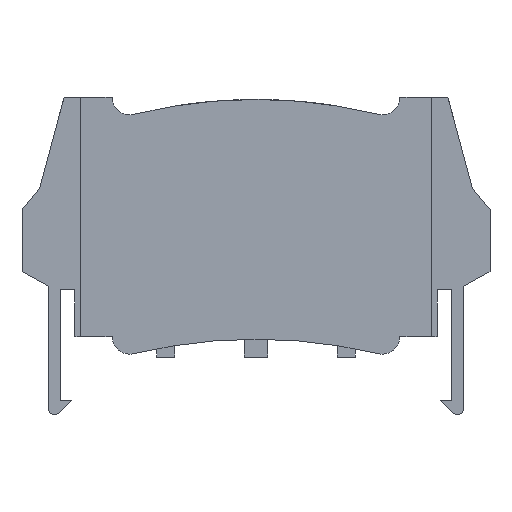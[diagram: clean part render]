
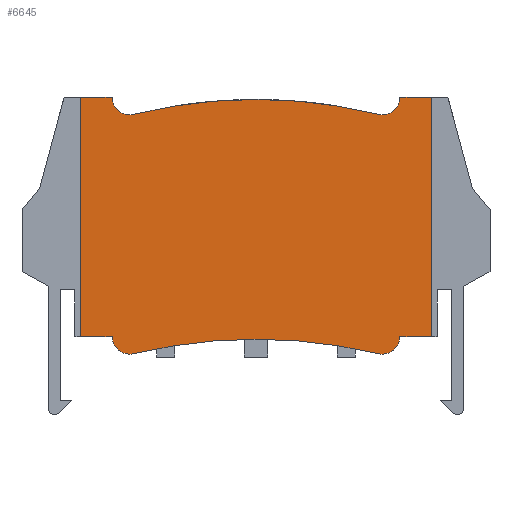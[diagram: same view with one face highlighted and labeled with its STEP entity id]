
A CAD part, left-side view. The second image highlights one B-rep face of the part: STEP entity #6645.
In plain terms, the highlighted planar face has unit normal (-1, 0, 0).
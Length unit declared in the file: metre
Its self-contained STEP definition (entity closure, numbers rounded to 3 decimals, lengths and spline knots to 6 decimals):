
#4883=DIRECTION('',(0.,1.,0.));
#4884=VECTOR('',#4883,0.002701);
#4885=CARTESIAN_POINT('',(-0.027685,0.010127,
-0.00935));
#4886=LINE('',#4885,#4884);
#4897=DIRECTION('',(0.,1.,0.));
#4898=VECTOR('',#4897,0.002701);
#4899=CARTESIAN_POINT('',(-0.027685,-0.017161,
-0.00935));
#4900=LINE('',#4899,#4898);
#5137=DIRECTION('',(0.,-1.,0.));
#5138=VECTOR('',#5137,0.002701);
#5139=CARTESIAN_POINT('',(-0.027685,-0.01446,
0.0111));
#5140=LINE('',#5139,#5138);
#5158=DIRECTION('',(0.,0.,1.));
#5159=VECTOR('',#5158,0.02045);
#5160=CARTESIAN_POINT('',(-0.027685,-0.017161,
-0.00935));
#5161=LINE('',#5160,#5159);
#5165=CARTESIAN_POINT('',(-0.027685,-0.01296,
-0.00935));
#5166=DIRECTION('',(-1.,0.,0.));
#5167=DIRECTION('',(0.,0.,-1.));
#5168=AXIS2_PLACEMENT_3D('',#5165,#5166,#5167);
#5173=CARTESIAN_POINT('',(-0.027685,-0.01296,
-0.00935));
#5174=DIRECTION('',(-1.,0.,0.));
#5175=DIRECTION('',(0.,0.232,-0.973));
#5176=AXIS2_PLACEMENT_3D('',#5173,#5174,#5175);
#5181=CARTESIAN_POINT('',(-0.027685,-0.002166,
-0.05458));
#5182=DIRECTION('',(1.,0.,0.));
#5183=DIRECTION('',(0.,0.,1.));
#5184=AXIS2_PLACEMENT_3D('',#5181,#5182,#5183);
#5189=CARTESIAN_POINT('',(-0.027685,-0.002166,
-0.05458));
#5190=DIRECTION('',(1.,0.,0.));
#5191=DIRECTION('',(0.,0.232,0.973));
#5192=AXIS2_PLACEMENT_3D('',#5189,#5190,#5191);
#5197=CARTESIAN_POINT('',(-0.027685,0.008627,
-0.00935));
#5198=DIRECTION('',(-1.,0.,0.));
#5199=DIRECTION('',(0.,0.,-1.));
#5200=AXIS2_PLACEMENT_3D('',#5197,#5198,#5199);
#5205=CARTESIAN_POINT('',(-0.027685,0.008627,
-0.00935));
#5206=DIRECTION('',(-1.,0.,0.));
#5207=DIRECTION('',(0.,1.,0.));
#5208=AXIS2_PLACEMENT_3D('',#5205,#5206,#5207);
#5213=DIRECTION('',(0.,0.,-1.));
#5214=VECTOR('',#5213,0.02045);
#5215=CARTESIAN_POINT('',(-0.027685,0.012828,
0.0111));
#5216=LINE('',#5215,#5214);
#5220=CARTESIAN_POINT('',(-0.027685,0.008628,
0.0111));
#5221=DIRECTION('',(1.,0.,0.));
#5222=DIRECTION('',(0.,0.,-1.));
#5223=AXIS2_PLACEMENT_3D('',#5220,#5221,#5222);
#5228=CARTESIAN_POINT('',(-0.027685,0.008628,
0.0111));
#5229=DIRECTION('',(1.,0.,0.));
#5230=DIRECTION('',(0.,-0.239,-0.971));
#5231=AXIS2_PLACEMENT_3D('',#5228,#5229,#5230);
#5236=CARTESIAN_POINT('',(-0.027685,-0.002166,
-0.032694));
#5237=DIRECTION('',(-1.,0.,0.));
#5238=DIRECTION('',(0.,0.,1.));
#5239=AXIS2_PLACEMENT_3D('',#5236,#5237,#5238);
#5244=CARTESIAN_POINT('',(-0.027685,-0.002166,
-0.032694));
#5245=DIRECTION('',(-1.,0.,0.));
#5246=DIRECTION('',(0.,-0.239,0.971));
#5247=AXIS2_PLACEMENT_3D('',#5244,#5245,#5246);
#5252=CARTESIAN_POINT('',(-0.027685,-0.01296,
0.0111));
#5253=DIRECTION('',(1.,0.,0.));
#5254=DIRECTION('',(0.,0.,-1.));
#5255=AXIS2_PLACEMENT_3D('',#5252,#5253,#5254);
#5260=CARTESIAN_POINT('',(-0.027685,-0.01296,
0.0111));
#5261=DIRECTION('',(1.,0.,0.));
#5262=DIRECTION('',(0.,-1.,0.));
#5263=AXIS2_PLACEMENT_3D('',#5260,#5261,#5262);
#5351=DIRECTION('',(0.,-1.,0.));
#5352=VECTOR('',#5351,0.002701);
#5353=CARTESIAN_POINT('',(-0.027685,0.012828,
0.0111));
#5354=LINE('',#5353,#5352);
#6211=CARTESIAN_POINT('',(-0.027685,-0.017161,
-0.00935));
#6212=CARTESIAN_POINT('',(-0.027685,-0.017161,
0.0111));
#6213=VERTEX_POINT('',#6211);
#6214=VERTEX_POINT('',#6212);
#6215=CARTESIAN_POINT('',(-0.027685,0.012828,
0.0111));
#6216=CARTESIAN_POINT('',(-0.027685,0.012828,
-0.00935));
#6217=VERTEX_POINT('',#6215);
#6218=VERTEX_POINT('',#6216);
#6237=CARTESIAN_POINT('',(-0.027685,-0.01446,
0.0111));
#6238=VERTEX_POINT('',#6237);
#6243=CARTESIAN_POINT('',(-0.027685,-0.01296,
0.0096));
#6244=VERTEX_POINT('',#6243);
#6245=CARTESIAN_POINT('',(-0.027685,-0.012601,
0.009644));
#6246=VERTEX_POINT('',#6245);
#6263=CARTESIAN_POINT('',(-0.027685,0.008269,
0.009644));
#6264=VERTEX_POINT('',#6263);
#6265=CARTESIAN_POINT('',(-0.027685,0.010128,
0.0111));
#6266=VERTEX_POINT('',#6265);
#6267=CARTESIAN_POINT('',(-0.027685,0.010127,
-0.00935));
#6269=VERTEX_POINT('',#6267);
#6273=CARTESIAN_POINT('',(-0.027685,0.008279,
-0.010809));
#6275=VERTEX_POINT('',#6273);
#6279=CARTESIAN_POINT('',(-0.027685,-0.012612,
-0.010809));
#6281=VERTEX_POINT('',#6279);
#6286=CARTESIAN_POINT('',(-0.027685,-0.01446,
-0.00935));
#6288=VERTEX_POINT('',#6286);
#6351=CARTESIAN_POINT('',(-0.027685,0.008628,
0.0096));
#6352=VERTEX_POINT('',#6351);
#6353=CARTESIAN_POINT('',(-0.027685,-0.002166,
0.010911));
#6354=VERTEX_POINT('',#6353);
#6355=CARTESIAN_POINT('',(-0.027685,0.008627,
-0.01085));
#6356=VERTEX_POINT('',#6355);
#6357=CARTESIAN_POINT('',(-0.027685,-0.01296,
-0.01085));
#6358=VERTEX_POINT('',#6357);
#6359=CARTESIAN_POINT('',(-0.027685,-0.002166,
-0.00958));
#6360=VERTEX_POINT('',#6359);
#6605=CARTESIAN_POINT('',(-0.027685,-0.01296,
0.0111));
#6606=DIRECTION('',(-1.,0.,0.));
#6607=DIRECTION('',(0.,0.,1.));
#6608=AXIS2_PLACEMENT_3D('',#6605,#6606,#6607);
#6609=PLANE('',#6608);
#6611=ORIENTED_EDGE('',*,*,#6610,.F.);
#6612=ORIENTED_EDGE('',*,*,#6486,.T.);
#6614=ORIENTED_EDGE('',*,*,#6613,.F.);
#6616=ORIENTED_EDGE('',*,*,#6615,.F.);
#6618=ORIENTED_EDGE('',*,*,#6617,.F.);
#6620=ORIENTED_EDGE('',*,*,#6619,.F.);
#6622=ORIENTED_EDGE('',*,*,#6621,.F.);
#6624=ORIENTED_EDGE('',*,*,#6623,.F.);
#6625=ORIENTED_EDGE('',*,*,#6478,.T.);
#6627=ORIENTED_EDGE('',*,*,#6626,.F.);
#6629=ORIENTED_EDGE('',*,*,#6628,.T.);
#6631=ORIENTED_EDGE('',*,*,#6630,.F.);
#6633=ORIENTED_EDGE('',*,*,#6632,.F.);
#6635=ORIENTED_EDGE('',*,*,#6634,.F.);
#6637=ORIENTED_EDGE('',*,*,#6636,.F.);
#6639=ORIENTED_EDGE('',*,*,#6638,.F.);
#6641=ORIENTED_EDGE('',*,*,#6640,.F.);
#6642=ORIENTED_EDGE('',*,*,#6588,.T.);
#6643=EDGE_LOOP('',(#6611,#6612,#6614,#6616,#6618,#6620,#6622,#6624,#6625,#6627,
#6629,#6631,#6633,#6635,#6637,#6639,#6641,#6642));
#6644=FACE_OUTER_BOUND('',#6643,.F.);
#5169=CIRCLE('',#5168,0.0015);
#5177=CIRCLE('',#5176,0.0015);
#5185=CIRCLE('',#5184,0.045);
#5193=CIRCLE('',#5192,0.045);
#5201=CIRCLE('',#5200,0.0015);
#5209=CIRCLE('',#5208,0.0015);
#5224=CIRCLE('',#5223,0.0015);
#5232=CIRCLE('',#5231,0.0015);
#5240=CIRCLE('',#5239,0.043604);
#5248=CIRCLE('',#5247,0.043604);
#5256=CIRCLE('',#5255,0.0015);
#5264=CIRCLE('',#5263,0.0015);
#6478=EDGE_CURVE('',#6269,#6218,#4886,.T.);
#6486=EDGE_CURVE('',#6213,#6288,#4900,.T.);
#6588=EDGE_CURVE('',#6238,#6214,#5140,.T.);
#6610=EDGE_CURVE('',#6213,#6214,#5161,.T.);
#6613=EDGE_CURVE('',#6358,#6288,#5169,.T.);
#6615=EDGE_CURVE('',#6281,#6358,#5177,.T.);
#6617=EDGE_CURVE('',#6360,#6281,#5185,.T.);
#6619=EDGE_CURVE('',#6275,#6360,#5193,.T.);
#6621=EDGE_CURVE('',#6356,#6275,#5201,.T.);
#6623=EDGE_CURVE('',#6269,#6356,#5209,.T.);
#6626=EDGE_CURVE('',#6217,#6218,#5216,.T.);
#6628=EDGE_CURVE('',#6217,#6266,#5354,.T.);
#6630=EDGE_CURVE('',#6352,#6266,#5224,.T.);
#6632=EDGE_CURVE('',#6264,#6352,#5232,.T.);
#6634=EDGE_CURVE('',#6354,#6264,#5240,.T.);
#6636=EDGE_CURVE('',#6246,#6354,#5248,.T.);
#6638=EDGE_CURVE('',#6244,#6246,#5256,.T.);
#6640=EDGE_CURVE('',#6238,#6244,#5264,.T.);
#6645=ADVANCED_FACE('',(#6644),#6609,.T.);
